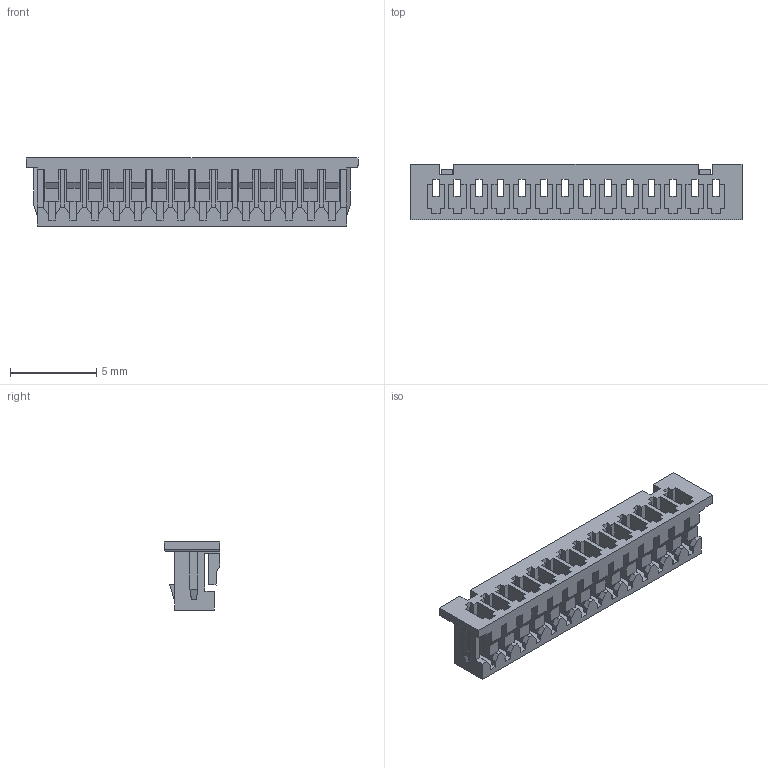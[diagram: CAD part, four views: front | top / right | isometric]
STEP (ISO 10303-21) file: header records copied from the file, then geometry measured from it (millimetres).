
FILE_DESCRIPTION(/* description */ ('Unknown'),/* implementation_level */ '2;1');
FILE_NAME(/* name */ '653014113322',/* time_stamp */ '2018-06-01T10:45:23+02:00',/* author */ ('Unknown'),/* organization */ ('Unknown'),/* preprocessor_version */ 'ST-DEVELOPER v16.7',/* originating_system */ 'DEX',/* authorisation */ $);
FILE_SCHEMA (('AUTOMOTIVE_DESIGN {1 0 10303 214 3 1 1}'));
Length unit declared in the file: millimetre
Products named in the file (2): 6530xx113322; 653014113322
Assembly tree (1 placements, depth 2):
  6530xx113322
    653014113322
Bounding box: 19.25 x 3.2 x 3.95 mm (x, y, z)
Volume: 84.2 mm3; surface area: 575.2 mm2
Topology: 1 solids, 1 shells, 547 faces, 1697 edges, 1112 vertices
Faces by surface type: plane 542, cylinder 5
Entity records: 18576 total; most frequent: ORIENTED_EDGE 3394, CARTESIAN_POINT 3358, DIRECTION 2803, EDGE_CURVE 1697, LINE 1689, VECTOR 1689, VERTEX_POINT 1112, EDGE_LOOP 563
